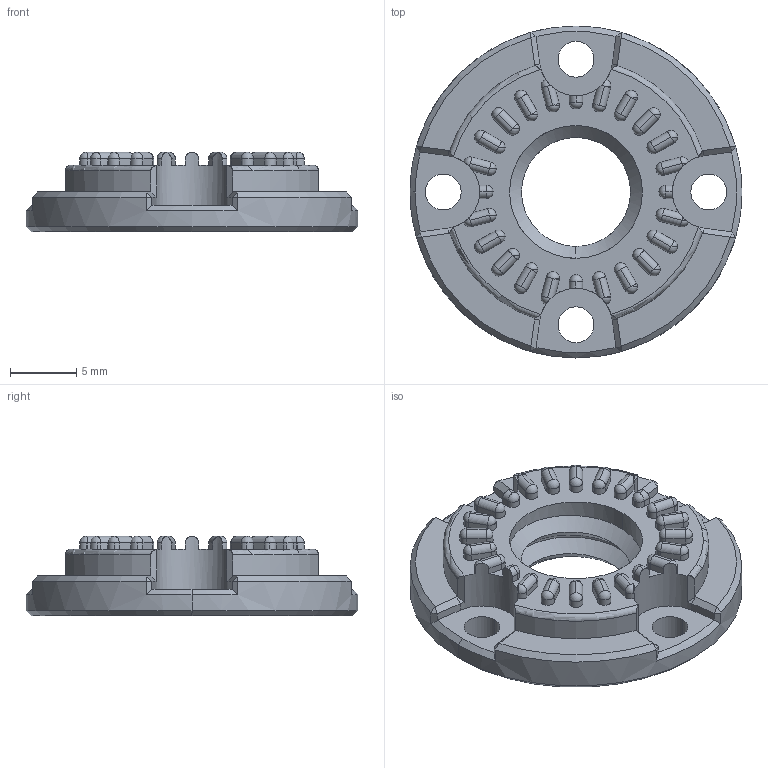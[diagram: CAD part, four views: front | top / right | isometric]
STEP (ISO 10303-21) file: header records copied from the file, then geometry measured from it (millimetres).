
FILE_DESCRIPTION (( 'STEP AP203' ), '1' );
FILE_NAME ('base.STEP', '2024-09-27T06:42:11', ( '' ), ( '' ), 'SwSTEP 2.0', 'SolidWorks 2022', '' );
FILE_SCHEMA (( 'CONFIG_CONTROL_DESIGN' ));
Length unit declared in the file: millimetre
Products named in the file (1): base
Bounding box: 25 x 25 x 6 mm (x, y, z)
Volume: 1543.3 mm3; surface area: 1508.3 mm2
Topology: 1 solids, 1 shells, 325 faces, 874 edges, 521 vertices
Faces by surface type: cylinder 136, plane 99, sphere 65, cone 19, torus 4, bspline 2
Entity records: 10141 total; most frequent: CARTESIAN_POINT 2352, DIRECTION 1694, ORIENTED_EDGE 1588, EDGE_CURVE 794, AXIS2_PLACEMENT_3D 670, VERTEX_POINT 483, VECTOR 354, LINE 354
